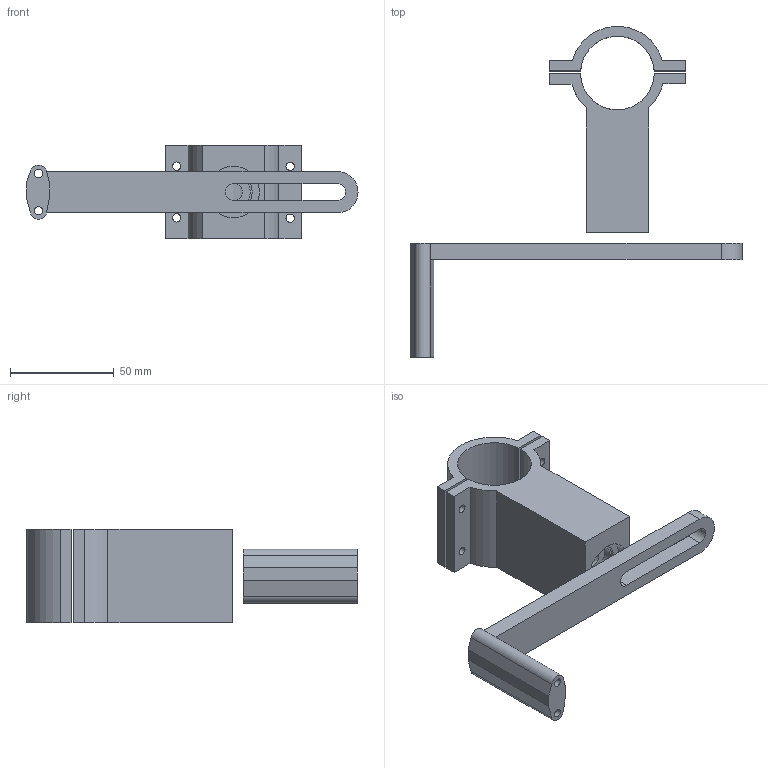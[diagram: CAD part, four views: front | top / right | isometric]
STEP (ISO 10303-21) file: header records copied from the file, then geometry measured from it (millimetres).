
FILE_DESCRIPTION(/* description */ (''),/* implementation_level */ '2;1');
FILE_NAME(/* name */ 'lasersupportbltouch.step',/* time_stamp */ '2025-04-07T22:56:33+02:00',/* author */ (''),/* organization */ (''),/* preprocessor_version */ 'ST-DEVELOPER v20.1',/* originating_system */ 'Autodesk Translation Framework v14.4.0.0',/* authorisation */ '');
FILE_SCHEMA (('AUTOMOTIVE_DESIGN { 1 0 10303 214 3 1 1 }'));
Length unit declared in the file: millimetre
Products named in the file (1): lasersupportbltouch
Bounding box: 159.99 x 159.42 x 45 mm (x, y, z)
Volume: 124414.9 mm3; surface area: 43494.5 mm2
Topology: 3 solids, 3 shells, 67 faces, 163 edges, 108 vertices
Faces by surface type: plane 40, cylinder 27
Full cylindrical faces by diameter (mm): 4 x10, 8.5 x1, 16.2 x2, 18.1 x2, 25 x2
Entity records: 2093 total; most frequent: CARTESIAN_POINT 373, DIRECTION 353, ORIENTED_EDGE 326, EDGE_CURVE 163, AXIS2_PLACEMENT_3D 124, VERTEX_POINT 108, LINE 105, VECTOR 105
